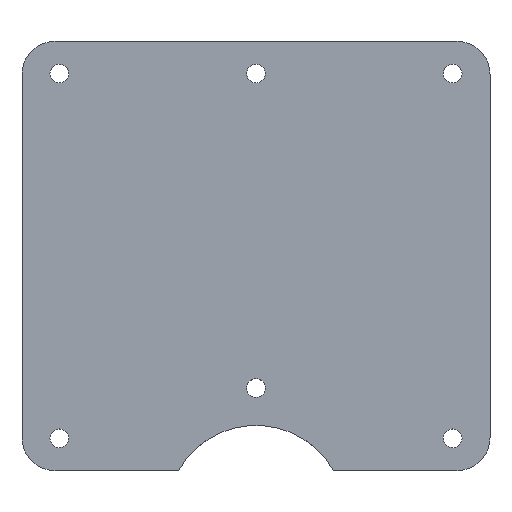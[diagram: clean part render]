
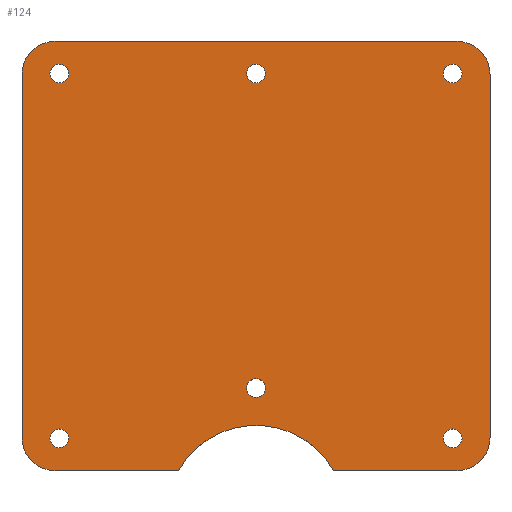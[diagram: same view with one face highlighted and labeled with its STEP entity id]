
A CAD part, top view. The second image highlights one B-rep face of the part: STEP entity #124.
In plain terms, the highlighted planar face has unit normal (0, 0, 1).
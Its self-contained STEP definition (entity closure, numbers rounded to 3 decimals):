
#97=FACE_BOUND('',#175,.T.);
#98=FACE_BOUND('',#176,.T.);
#99=FACE_BOUND('',#177,.T.);
#100=FACE_BOUND('',#178,.T.);
#101=FACE_BOUND('',#179,.T.);
#102=FACE_BOUND('',#180,.T.);
#103=FACE_BOUND('',#181,.T.);
#110=PLANE('',#442);
#124=ADVANCED_FACE('',(#97,#98,#99,#100,#101,#102,#103),#110,.T.);
#175=EDGE_LOOP('',(#278));
#176=EDGE_LOOP('',(#279));
#177=EDGE_LOOP('',(#280));
#178=EDGE_LOOP('',(#281));
#179=EDGE_LOOP('',(#282));
#180=EDGE_LOOP('',(#283));
#181=EDGE_LOOP('',(#284,#285,#286,#287,#288,#289,#290,#291,#292,#293));
#188=LINE('',#559,#208);
#193=LINE('',#570,#213);
#197=LINE('',#579,#217);
#199=LINE('',#583,#219);
#205=LINE('',#626,#225);
#208=VECTOR('',#457,1.);
#213=VECTOR('',#464,1.);
#217=VECTOR('',#470,1.);
#219=VECTOR('',#474,1.);
#225=VECTOR('',#518,1.);
#278=ORIENTED_EDGE('',*,*,#371,.F.);
#279=ORIENTED_EDGE('',*,*,#369,.F.);
#280=ORIENTED_EDGE('',*,*,#367,.F.);
#281=ORIENTED_EDGE('',*,*,#365,.F.);
#282=ORIENTED_EDGE('',*,*,#363,.F.);
#283=ORIENTED_EDGE('',*,*,#361,.F.);
#284=ORIENTED_EDGE('',*,*,#375,.F.);
#285=ORIENTED_EDGE('',*,*,#380,.T.);
#286=ORIENTED_EDGE('',*,*,#357,.F.);
#287=ORIENTED_EDGE('',*,*,#381,.T.);
#288=ORIENTED_EDGE('',*,*,#355,.F.);
#289=ORIENTED_EDGE('',*,*,#382,.T.);
#290=ORIENTED_EDGE('',*,*,#351,.F.);
#291=ORIENTED_EDGE('',*,*,#383,.T.);
#292=ORIENTED_EDGE('',*,*,#346,.F.);
#293=ORIENTED_EDGE('',*,*,#342,.T.);
#310=VERTEX_POINT('',#551);
#311=VERTEX_POINT('',#552);
#314=VERTEX_POINT('',#560);
#318=VERTEX_POINT('',#569);
#319=VERTEX_POINT('',#571);
#322=VERTEX_POINT('',#578);
#323=VERTEX_POINT('',#580);
#324=VERTEX_POINT('',#584);
#325=VERTEX_POINT('',#585);
#328=VERTEX_POINT('',#593);
#330=VERTEX_POINT('',#598);
#332=VERTEX_POINT('',#603);
#334=VERTEX_POINT('',#608);
#336=VERTEX_POINT('',#613);
#338=VERTEX_POINT('',#618);
#341=VERTEX_POINT('',#625);
#342=EDGE_CURVE('',#310,#311,#384,.T.);
#346=EDGE_CURVE('',#310,#314,#188,.T.);
#351=EDGE_CURVE('',#318,#319,#193,.T.);
#355=EDGE_CURVE('',#322,#323,#197,.T.);
#357=EDGE_CURVE('',#324,#325,#199,.T.);
#361=EDGE_CURVE('',#328,#328,#386,.T.);
#363=EDGE_CURVE('',#330,#330,#388,.T.);
#365=EDGE_CURVE('',#332,#332,#390,.T.);
#367=EDGE_CURVE('',#334,#334,#392,.T.);
#369=EDGE_CURVE('',#336,#336,#394,.T.);
#371=EDGE_CURVE('',#338,#338,#396,.T.);
#375=EDGE_CURVE('',#341,#311,#205,.T.);
#380=EDGE_CURVE('',#341,#325,#402,.T.);
#381=EDGE_CURVE('',#324,#323,#403,.T.);
#382=EDGE_CURVE('',#322,#319,#404,.T.);
#383=EDGE_CURVE('',#318,#314,#405,.T.);
#384=CIRCLE('',#407,62.);
#386=CIRCLE('',#414,6.5);
#388=CIRCLE('',#417,6.5);
#390=CIRCLE('',#420,6.5);
#392=CIRCLE('',#423,6.5);
#394=CIRCLE('',#426,6.5);
#396=CIRCLE('',#429,6.5);
#402=CIRCLE('',#438,23.);
#403=CIRCLE('',#439,23.);
#404=CIRCLE('',#440,23.);
#405=CIRCLE('',#441,23.);
#407=AXIS2_PLACEMENT_3D('',#550,#449,#450);
#414=AXIS2_PLACEMENT_3D('',#592,#480,#481);
#417=AXIS2_PLACEMENT_3D('',#597,#486,#487);
#420=AXIS2_PLACEMENT_3D('',#602,#492,#493);
#423=AXIS2_PLACEMENT_3D('',#607,#498,#499);
#426=AXIS2_PLACEMENT_3D('',#612,#504,#505);
#429=AXIS2_PLACEMENT_3D('',#617,#510,#511);
#438=AXIS2_PLACEMENT_3D('',#633,#531,#532);
#439=AXIS2_PLACEMENT_3D('',#634,#533,#534);
#440=AXIS2_PLACEMENT_3D('',#635,#535,#536);
#441=AXIS2_PLACEMENT_3D('',#636,#537,#538);
#442=AXIS2_PLACEMENT_3D('',#637,#539,#540);
#449=DIRECTION('',(0.,0.,-1.));
#450=DIRECTION('',(1.,0.,0.));
#457=DIRECTION('',(-1.,0.,0.));
#464=DIRECTION('',(0.,1.,0.));
#470=DIRECTION('',(1.,0.,0.));
#474=DIRECTION('',(0.,-1.,0.));
#480=DIRECTION('',(0.,0.,1.));
#481=DIRECTION('',(1.,0.,0.));
#486=DIRECTION('',(0.,0.,1.));
#487=DIRECTION('',(1.,0.,0.));
#492=DIRECTION('',(0.,0.,1.));
#493=DIRECTION('',(1.,0.,0.));
#498=DIRECTION('',(0.,0.,1.));
#499=DIRECTION('',(1.,0.,0.));
#504=DIRECTION('',(0.,0.,1.));
#505=DIRECTION('',(1.,0.,0.));
#510=DIRECTION('',(0.,0.,1.));
#511=DIRECTION('',(1.,0.,0.));
#518=DIRECTION('',(-1.,0.,0.));
#531=DIRECTION('',(0.,0.,1.));
#532=DIRECTION('',(1.,0.,0.));
#533=DIRECTION('',(0.,0.,1.));
#534=DIRECTION('',(1.,0.,0.));
#535=DIRECTION('',(0.,0.,1.));
#536=DIRECTION('',(1.,0.,0.));
#537=DIRECTION('',(0.,0.,1.));
#538=DIRECTION('',(1.,0.,0.));
#539=DIRECTION('',(0.,0.,1.));
#540=DIRECTION('',(-1.,0.,0.));
#550=CARTESIAN_POINT('',(0.,-170.,64.));
#551=CARTESIAN_POINT('',(-53.979,-139.5,64.));
#552=CARTESIAN_POINT('',(53.979,-139.5,64.));
#559=CARTESIAN_POINT('',(0.,-139.5,64.));
#560=CARTESIAN_POINT('',(-140.,-139.5,64.));
#569=CARTESIAN_POINT('',(-163.,-116.5,64.));
#570=CARTESIAN_POINT('',(-163.,0.,64.));
#571=CARTESIAN_POINT('',(-163.,136.5,64.));
#578=CARTESIAN_POINT('',(-140.,159.5,64.));
#579=CARTESIAN_POINT('',(0.,159.5,64.));
#580=CARTESIAN_POINT('',(140.,159.5,64.));
#583=CARTESIAN_POINT('',(163.,0.,64.));
#584=CARTESIAN_POINT('',(163.,136.5,64.));
#585=CARTESIAN_POINT('',(163.,-116.5,64.));
#592=CARTESIAN_POINT('',(0.,-82.,64.));
#593=CARTESIAN_POINT('',(6.5,-82.,64.));
#597=CARTESIAN_POINT('',(-137.,137.,64.));
#598=CARTESIAN_POINT('',(-130.5,137.,64.));
#602=CARTESIAN_POINT('',(137.,-117.,64.));
#603=CARTESIAN_POINT('',(143.5,-117.,64.));
#607=CARTESIAN_POINT('',(137.,137.,64.));
#608=CARTESIAN_POINT('',(143.5,137.,64.));
#612=CARTESIAN_POINT('',(0.,137.,64.));
#613=CARTESIAN_POINT('',(6.5,137.,64.));
#617=CARTESIAN_POINT('',(-137.,-117.,64.));
#618=CARTESIAN_POINT('',(-130.5,-117.,64.));
#625=CARTESIAN_POINT('',(140.,-139.5,64.));
#626=CARTESIAN_POINT('',(0.,-139.5,64.));
#633=CARTESIAN_POINT('',(140.,-116.5,64.));
#634=CARTESIAN_POINT('',(140.,136.5,64.));
#635=CARTESIAN_POINT('',(-140.,136.5,64.));
#636=CARTESIAN_POINT('',(-140.,-116.5,64.));
#637=CARTESIAN_POINT('',(0.,0.,64.));
